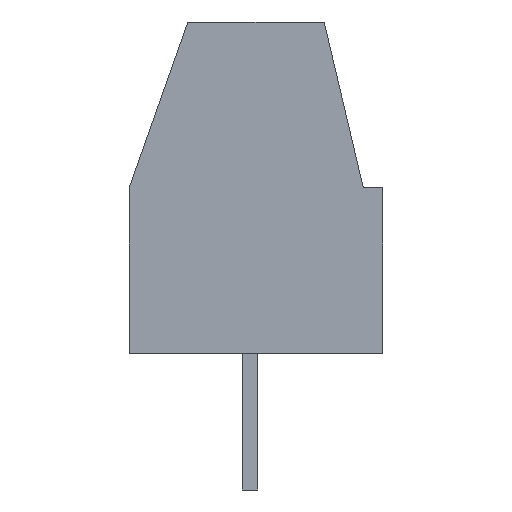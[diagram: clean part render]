
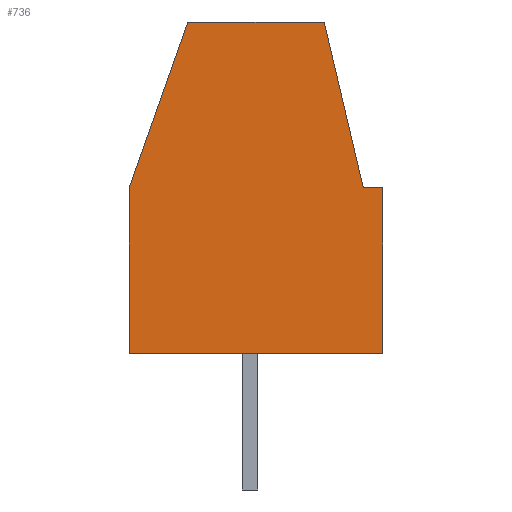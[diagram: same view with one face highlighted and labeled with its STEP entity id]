
A CAD part, left-side view. The second image highlights one B-rep face of the part: STEP entity #736.
In plain terms, the highlighted planar face has unit normal (-1, 0, 0).
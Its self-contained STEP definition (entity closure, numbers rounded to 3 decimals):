
#22 = VERTEX_POINT('',#23);
#23 = CARTESIAN_POINT('',(-0.99,1.6,8.5));
#40 = VERTEX_POINT('',#41);
#41 = CARTESIAN_POINT('',(-0.99,-1.9,8.5));
#47 = EDGE_CURVE('',#40,#22,#48,.T.);
#48 = LINE('',#49,#50);
#49 = CARTESIAN_POINT('',(-0.99,-1.9,8.5));
#50 = VECTOR('',#51,1.);
#51 = DIRECTION('',(0.,1.,0.));
#709 = EDGE_CURVE('',#22,#710,#712,.T.);
#710 = VERTEX_POINT('',#711);
#711 = CARTESIAN_POINT('',(-0.99,3.1,4.25));
#712 = LINE('',#713,#714);
#713 = CARTESIAN_POINT('',(-0.99,1.6,8.5));
#714 = VECTOR('',#715,1.);
#715 = DIRECTION('',(0.,0.333,-0.943));
#736 = ADVANCED_FACE('',(#737),#779,.F.);
#737 = FACE_BOUND('',#738,.F.);
#738 = EDGE_LOOP('',(#739,#740,#748,#756,#764,#772,#778));
#739 = ORIENTED_EDGE('',*,*,#47,.F.);
#740 = ORIENTED_EDGE('',*,*,#741,.F.);
#741 = EDGE_CURVE('',#742,#40,#744,.T.);
#742 = VERTEX_POINT('',#743);
#743 = CARTESIAN_POINT('',(-0.99,-2.9,4.25));
#744 = LINE('',#745,#746);
#745 = CARTESIAN_POINT('',(-0.99,-2.9,4.25));
#746 = VECTOR('',#747,1.);
#747 = DIRECTION('',(0.,0.229,0.973));
#748 = ORIENTED_EDGE('',*,*,#749,.F.);
#749 = EDGE_CURVE('',#750,#742,#752,.T.);
#750 = VERTEX_POINT('',#751);
#751 = CARTESIAN_POINT('',(-0.99,-3.4,4.25));
#752 = LINE('',#753,#754);
#753 = CARTESIAN_POINT('',(-0.99,-3.4,4.25));
#754 = VECTOR('',#755,1.);
#755 = DIRECTION('',(0.,1.,0.));
#756 = ORIENTED_EDGE('',*,*,#757,.F.);
#757 = EDGE_CURVE('',#758,#750,#760,.T.);
#758 = VERTEX_POINT('',#759);
#759 = CARTESIAN_POINT('',(-0.99,-3.4,0.));
#760 = LINE('',#761,#762);
#761 = CARTESIAN_POINT('',(-0.99,-3.4,0.));
#762 = VECTOR('',#763,1.);
#763 = DIRECTION('',(0.,0.,1.));
#764 = ORIENTED_EDGE('',*,*,#765,.F.);
#765 = EDGE_CURVE('',#766,#758,#768,.T.);
#766 = VERTEX_POINT('',#767);
#767 = CARTESIAN_POINT('',(-0.99,3.1,0.));
#768 = LINE('',#769,#770);
#769 = CARTESIAN_POINT('',(-0.99,3.1,0.));
#770 = VECTOR('',#771,1.);
#771 = DIRECTION('',(0.,-1.,0.));
#772 = ORIENTED_EDGE('',*,*,#773,.F.);
#773 = EDGE_CURVE('',#710,#766,#774,.T.);
#774 = LINE('',#775,#776);
#775 = CARTESIAN_POINT('',(-0.99,3.1,4.25));
#776 = VECTOR('',#777,1.);
#777 = DIRECTION('',(0.,0.,-1.));
#778 = ORIENTED_EDGE('',*,*,#709,.F.);
#779 = PLANE('',#780);
#780 = AXIS2_PLACEMENT_3D('',#781,#782,#783);
#781 = CARTESIAN_POINT('',(-0.99,-0.152,3.821));
#782 = DIRECTION('',(1.,0.,0.));
#783 = DIRECTION('',(0.,0.,1.));
